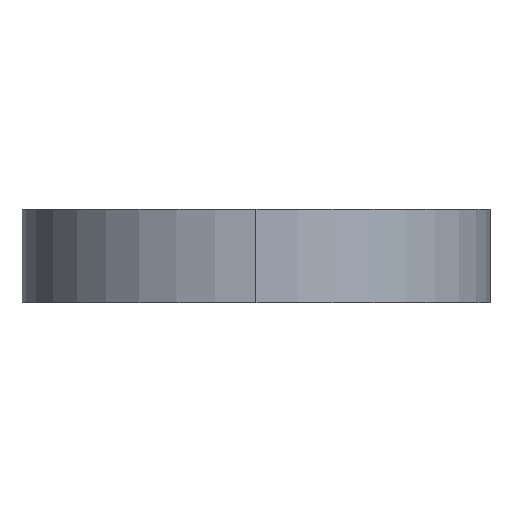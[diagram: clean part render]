
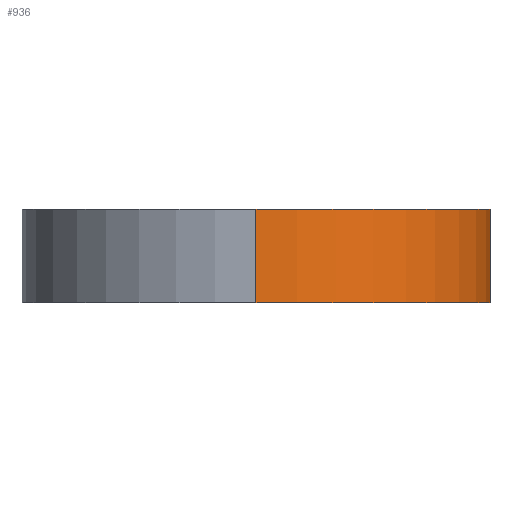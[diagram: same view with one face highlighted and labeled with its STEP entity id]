
A CAD part, left-side view. The second image highlights one B-rep face of the part: STEP entity #936.
In plain terms, the highlighted cylindrical face has radius 10 mm (diameter 20 mm), a partial arc.
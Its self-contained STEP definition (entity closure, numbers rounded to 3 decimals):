
#44 = ORIENTED_EDGE ( 'NONE', *, *, #234, .F. ) ;
#45 = VECTOR ( 'NONE', #110, 1000. ) ;
#93 = EDGE_CURVE ( 'NONE', #430, #739, #226, .T. ) ;
#97 = VECTOR ( 'NONE', #1108, 1000. ) ;
#110 = DIRECTION ( 'NONE',  ( 0., 0., -1. ) ) ;
#152 = DIRECTION ( 'NONE',  ( 0., 0., 1. ) ) ;
#226 = LINE ( 'NONE', #401, #97 ) ;
#234 = EDGE_CURVE ( 'NONE', #430, #595, #1056, .T. ) ;
#235 = ORIENTED_EDGE ( 'NONE', *, *, #792, .F. ) ;
#302 = LINE ( 'NONE', #909, #45 ) ;
#323 = DIRECTION ( 'NONE',  ( -1., 0., 0. ) ) ;
#401 = CARTESIAN_POINT ( 'NONE',  ( -10., 0., 4. ) ) ;
#430 = VERTEX_POINT ( 'NONE', #829 ) ;
#444 = AXIS2_PLACEMENT_3D ( 'NONE', #767, #696, #323 ) ;
#497 = EDGE_CURVE ( 'NONE', #739, #1128, #724, .T. ) ;
#498 = ORIENTED_EDGE ( 'NONE', *, *, #497, .T. ) ;
#502 = DIRECTION ( 'NONE',  ( 0., 0., 1. ) ) ;
#516 = AXIS2_PLACEMENT_3D ( 'NONE', #958, #152, #865 ) ;
#518 = EDGE_LOOP ( 'NONE', ( #44, #965, #498, #235 ) ) ;
#595 = VERTEX_POINT ( 'NONE', #760 ) ;
#696 = DIRECTION ( 'NONE',  ( 0., 0., -1. ) ) ;
#707 = CARTESIAN_POINT ( 'NONE',  ( -10., 0., 0. ) ) ;
#724 = CIRCLE ( 'NONE', #516, 10. ) ;
#739 = VERTEX_POINT ( 'NONE', #707 ) ;
#760 = CARTESIAN_POINT ( 'NONE',  ( 0., -10., 4. ) ) ;
#767 = CARTESIAN_POINT ( 'NONE',  ( 0., 0., 4. ) ) ;
#792 = EDGE_CURVE ( 'NONE', #595, #1128, #302, .T. ) ;
#826 = CARTESIAN_POINT ( 'NONE',  ( 0., -10., 0. ) ) ;
#829 = CARTESIAN_POINT ( 'NONE',  ( -10., 0., 4. ) ) ;
#854 = DIRECTION ( 'NONE',  ( 1., 0., 0. ) ) ;
#865 = DIRECTION ( 'NONE',  ( 1., 0., 0. ) ) ;
#867 = CYLINDRICAL_SURFACE ( 'NONE', #444, 10. ) ;
#909 = CARTESIAN_POINT ( 'NONE',  ( 0., -10., 4. ) ) ;
#915 = AXIS2_PLACEMENT_3D ( 'NONE', #1049, #502, #854 ) ;
#936 = ADVANCED_FACE ( 'NONE', ( #1130 ), #867, .T. ) ;
#958 = CARTESIAN_POINT ( 'NONE',  ( 0., 0., 0. ) ) ;
#965 = ORIENTED_EDGE ( 'NONE', *, *, #93, .T. ) ;
#1049 = CARTESIAN_POINT ( 'NONE',  ( 0., 0., 4. ) ) ;
#1056 = CIRCLE ( 'NONE', #915, 10. ) ;
#1108 = DIRECTION ( 'NONE',  ( 0., 0., -1. ) ) ;
#1128 = VERTEX_POINT ( 'NONE', #826 ) ;
#1130 = FACE_OUTER_BOUND ( 'NONE', #518, .T. ) ;
